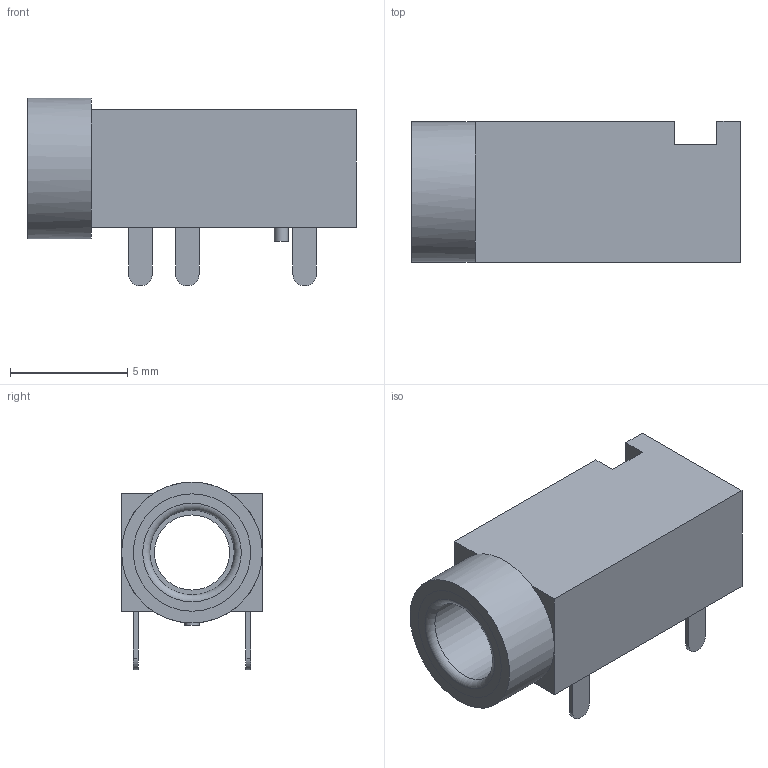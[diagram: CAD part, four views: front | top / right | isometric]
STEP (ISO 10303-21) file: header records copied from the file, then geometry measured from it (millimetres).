
FILE_DESCRIPTION(('FreeCAD Model'),'2;1');
FILE_NAME('Open CASCADE Shape Model','2022-01-16T23:18:30',('Author'),( ''),'Open CASCADE STEP processor 7.5','FreeCAD','Unknown');
FILE_SCHEMA(('AUTOMOTIVE_DESIGN { 1 0 10303 214 1 1 1 1 }'));
Length unit declared in the file: millimetre
Products named in the file (4): PJ320F; Body; Ring; Pads
Assembly tree (3 placements, depth 2):
  PJ320F
    Body
    Ring
    Pads
Bounding box: 14 x 6 x 8 mm (x, y, z)
Volume: 266.5 mm3; surface area: 634.9 mm2
Topology: 5 solids, 5 shells, 55 faces, 119 edges, 76 vertices
Faces by surface type: plane 40, cylinder 14, torus 1
Full cylindrical faces by diameter (mm): 0.6 x2, 3.2 x1, 3.6 x2, 5 x2, 6 x1
Entity records: 3232 total; most frequent: CARTESIAN_POINT 642, DIRECTION 487, LINE 285, VECTOR 285, ORIENTED_EDGE 238, PCURVE 238, DEFINITIONAL_REPRESENTATION 238, EDGE_CURVE 119
